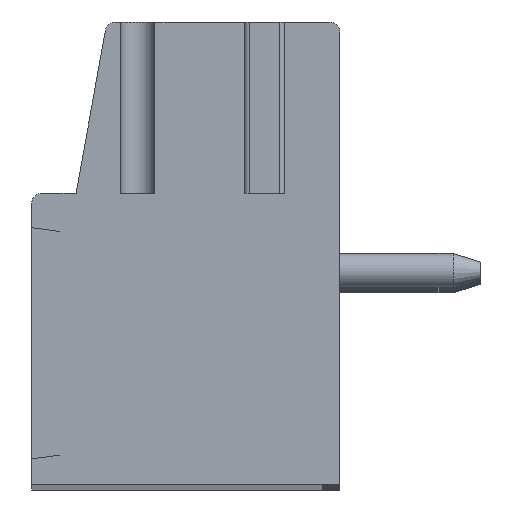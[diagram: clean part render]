
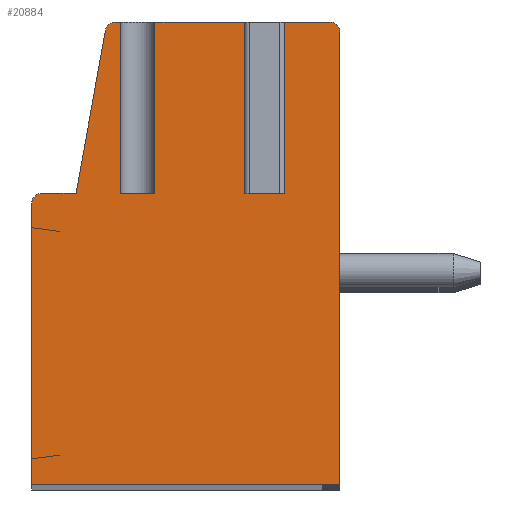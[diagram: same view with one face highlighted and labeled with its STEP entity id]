
A CAD part, top view. The second image highlights one B-rep face of the part: STEP entity #20884.
In plain terms, the highlighted planar face has unit normal (0, 0, 1).
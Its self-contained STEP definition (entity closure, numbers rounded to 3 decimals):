
#52=DIRECTION('',(1.,0.,0.));
#53=VECTOR('',#52,1.);
#54=CARTESIAN_POINT('',(-1.9,3.36,87.5));
#55=LINE('',#54,#53);
#56=DIRECTION('',(0.,1.,0.));
#57=VECTOR('',#56,5.);
#58=CARTESIAN_POINT('',(-0.9,3.36,87.5));
#59=LINE('',#58,#57);
#60=DIRECTION('',(-1.,0.,0.));
#61=VECTOR('',#60,2.8);
#62=CARTESIAN_POINT('',(1.9,8.36,87.5));
#63=LINE('',#62,#61);
#64=DIRECTION('',(0.,1.,0.));
#65=VECTOR('',#64,5.);
#66=CARTESIAN_POINT('',(1.9,3.36,87.5));
#67=LINE('',#66,#65);
#68=DIRECTION('',(1.,0.,0.));
#69=VECTOR('',#68,0.8);
#70=CARTESIAN_POINT('',(1.9,3.36,87.5));
#71=LINE('',#70,#69);
#72=DIRECTION('',(0.,1.,0.));
#73=VECTOR('',#72,5.);
#74=CARTESIAN_POINT('',(2.7,3.36,87.5));
#75=LINE('',#74,#73);
#76=DIRECTION('',(-1.,0.,0.));
#77=VECTOR('',#76,1.5);
#78=CARTESIAN_POINT('',(4.2,8.36,87.5));
#79=LINE('',#78,#77);
#80=CARTESIAN_POINT('',(4.2,8.06,87.5));
#81=DIRECTION('',(0.,0.,1.));
#82=DIRECTION('',(1.,0.,0.));
#83=AXIS2_PLACEMENT_3D('',#80,#81,#82);
#85=DIRECTION('',(0.,1.,0.));
#86=VECTOR('',#85,13.2);
#87=CARTESIAN_POINT('',(4.5,-5.14,87.5));
#88=LINE('',#87,#86);
#89=DIRECTION('',(1.,0.,0.));
#90=VECTOR('',#89,9.);
#91=CARTESIAN_POINT('',(-4.5,-5.14,87.5));
#92=LINE('',#91,#90);
#93=DIRECTION('',(0.,-1.,0.));
#94=VECTOR('',#93,8.2);
#95=CARTESIAN_POINT('',(-4.5,3.06,87.5));
#96=LINE('',#95,#94);
#97=CARTESIAN_POINT('',(-4.2,3.06,87.5));
#98=DIRECTION('',(0.,0.,1.));
#99=DIRECTION('',(0.,1.,0.));
#100=AXIS2_PLACEMENT_3D('',#97,#98,#99);
#102=DIRECTION('',(-1.,0.,0.));
#103=VECTOR('',#102,1.);
#104=CARTESIAN_POINT('',(-3.2,3.36,87.5));
#105=LINE('',#104,#103);
#106=DIRECTION('',(-0.177,-0.984,0.));
#107=VECTOR('',#106,4.829);
#108=CARTESIAN_POINT('',(-2.345,8.113,87.5));
#109=LINE('',#108,#107);
#110=CARTESIAN_POINT('',(-2.05,8.06,87.5));
#111=DIRECTION('',(0.,0.,1.));
#112=DIRECTION('',(0.,1.,0.));
#113=AXIS2_PLACEMENT_3D('',#110,#111,#112);
#115=DIRECTION('',(-1.,0.,0.));
#116=VECTOR('',#115,0.15);
#117=CARTESIAN_POINT('',(-1.9,8.36,87.5));
#118=LINE('',#117,#116);
#119=DIRECTION('',(0.,1.,0.));
#120=VECTOR('',#119,5.);
#121=CARTESIAN_POINT('',(-1.9,3.36,87.5));
#122=LINE('',#121,#120);
#16202=CARTESIAN_POINT('',(4.5,-5.14,87.5));
#16203=CARTESIAN_POINT('',(4.5,8.06,87.5));
#16204=VERTEX_POINT('',#16202);
#16205=VERTEX_POINT('',#16203);
#16206=CARTESIAN_POINT('',(4.2,8.36,87.5));
#16207=VERTEX_POINT('',#16206);
#16208=CARTESIAN_POINT('',(-2.05,8.36,87.5));
#16209=CARTESIAN_POINT('',(-2.345,8.113,87.5));
#16210=VERTEX_POINT('',#16208);
#16211=VERTEX_POINT('',#16209);
#16212=CARTESIAN_POINT('',(-3.2,3.36,87.5));
#16213=VERTEX_POINT('',#16212);
#16214=CARTESIAN_POINT('',(-4.2,3.36,87.5));
#16215=VERTEX_POINT('',#16214);
#16216=CARTESIAN_POINT('',(-4.5,3.06,87.5));
#16217=VERTEX_POINT('',#16216);
#16218=CARTESIAN_POINT('',(-4.5,-5.14,87.5));
#16219=VERTEX_POINT('',#16218);
#16507=CARTESIAN_POINT('',(1.9,3.36,87.5));
#16508=CARTESIAN_POINT('',(2.7,3.36,87.5));
#16509=VERTEX_POINT('',#16507);
#16510=VERTEX_POINT('',#16508);
#16511=CARTESIAN_POINT('',(2.7,8.36,87.5));
#16512=VERTEX_POINT('',#16511);
#16513=CARTESIAN_POINT('',(1.9,8.36,87.5));
#16514=VERTEX_POINT('',#16513);
#16535=CARTESIAN_POINT('',(-1.9,3.36,87.5));
#16536=CARTESIAN_POINT('',(-0.9,3.36,87.5));
#16537=VERTEX_POINT('',#16535);
#16538=VERTEX_POINT('',#16536);
#16539=CARTESIAN_POINT('',(-0.9,8.36,87.5));
#16540=VERTEX_POINT('',#16539);
#16541=CARTESIAN_POINT('',(-1.9,8.36,87.5));
#16542=VERTEX_POINT('',#16541);
#20843=CARTESIAN_POINT('',(0.,0.,87.5));
#20844=DIRECTION('',(0.,0.,1.));
#20845=DIRECTION('',(1.,0.,0.));
#20846=AXIS2_PLACEMENT_3D('',#20843,#20844,#20845);
#20847=PLANE('',#20846);
#20849=ORIENTED_EDGE('',*,*,#20848,.T.);
#20851=ORIENTED_EDGE('',*,*,#20850,.T.);
#20853=ORIENTED_EDGE('',*,*,#20852,.F.);
#20855=ORIENTED_EDGE('',*,*,#20854,.F.);
#20857=ORIENTED_EDGE('',*,*,#20856,.T.);
#20859=ORIENTED_EDGE('',*,*,#20858,.T.);
#20861=ORIENTED_EDGE('',*,*,#20860,.F.);
#20863=ORIENTED_EDGE('',*,*,#20862,.F.);
#20865=ORIENTED_EDGE('',*,*,#20864,.F.);
#20867=ORIENTED_EDGE('',*,*,#20866,.F.);
#20869=ORIENTED_EDGE('',*,*,#20868,.F.);
#20871=ORIENTED_EDGE('',*,*,#20870,.F.);
#20873=ORIENTED_EDGE('',*,*,#20872,.F.);
#20875=ORIENTED_EDGE('',*,*,#20874,.F.);
#20877=ORIENTED_EDGE('',*,*,#20876,.F.);
#20879=ORIENTED_EDGE('',*,*,#20878,.F.);
#20881=ORIENTED_EDGE('',*,*,#20880,.F.);
#20882=EDGE_LOOP('',(#20849,#20851,#20853,#20855,#20857,#20859,#20861,#20863,
#20865,#20867,#20869,#20871,#20873,#20875,#20877,#20879,#20881));
#20883=FACE_OUTER_BOUND('',#20882,.F.);
#84=CIRCLE('',#83,0.3);
#101=CIRCLE('',#100,0.3);
#114=CIRCLE('',#113,0.3);
#20848=EDGE_CURVE('',#16537,#16538,#55,.T.);
#20850=EDGE_CURVE('',#16538,#16540,#59,.T.);
#20852=EDGE_CURVE('',#16514,#16540,#63,.T.);
#20854=EDGE_CURVE('',#16509,#16514,#67,.T.);
#20856=EDGE_CURVE('',#16509,#16510,#71,.T.);
#20858=EDGE_CURVE('',#16510,#16512,#75,.T.);
#20860=EDGE_CURVE('',#16207,#16512,#79,.T.);
#20862=EDGE_CURVE('',#16205,#16207,#84,.T.);
#20864=EDGE_CURVE('',#16204,#16205,#88,.T.);
#20866=EDGE_CURVE('',#16219,#16204,#92,.T.);
#20868=EDGE_CURVE('',#16217,#16219,#96,.T.);
#20870=EDGE_CURVE('',#16215,#16217,#101,.T.);
#20872=EDGE_CURVE('',#16213,#16215,#105,.T.);
#20874=EDGE_CURVE('',#16211,#16213,#109,.T.);
#20876=EDGE_CURVE('',#16210,#16211,#114,.T.);
#20878=EDGE_CURVE('',#16542,#16210,#118,.T.);
#20880=EDGE_CURVE('',#16537,#16542,#122,.T.);
#20884=ADVANCED_FACE('',(#20883),#20847,.T.);
